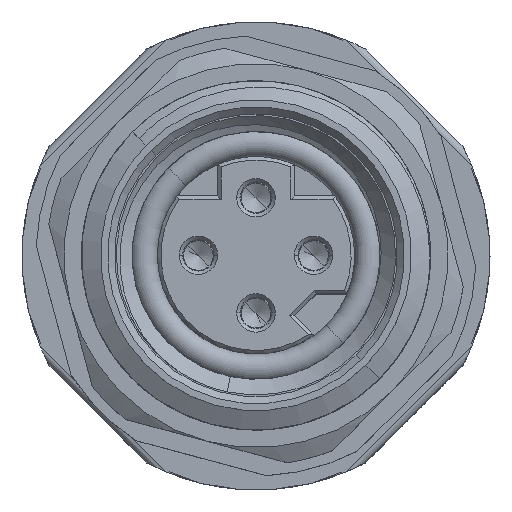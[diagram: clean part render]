
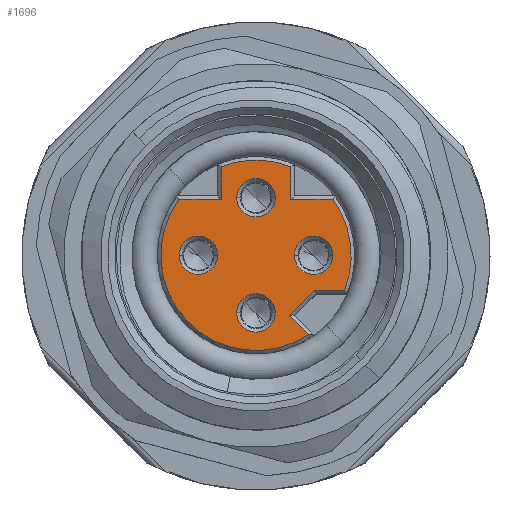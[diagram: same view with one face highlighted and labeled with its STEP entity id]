
A CAD part, top view. The second image highlights one B-rep face of the part: STEP entity #1696.
In plain terms, the highlighted planar face has unit normal (0, 0, 1).
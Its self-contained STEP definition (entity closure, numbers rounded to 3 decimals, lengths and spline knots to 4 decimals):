
#1=CARTESIAN_POINT('',(0.,-1.65,5.4));
#2=DIRECTION('',(0.,0.,-1.));
#3=DIRECTION('',(-1.,0.,0.));
#4=AXIS2_PLACEMENT_3D('',#1,#2,#3);
#6=CARTESIAN_POINT('',(0.,-1.65,5.4));
#7=DIRECTION('',(0.,0.,-1.));
#8=DIRECTION('',(1.,0.,0.));
#9=AXIS2_PLACEMENT_3D('',#6,#7,#8);
#11=CARTESIAN_POINT('',(1.65,0.,5.4));
#12=DIRECTION('',(0.,0.,-1.));
#13=DIRECTION('',(-1.,0.,0.));
#14=AXIS2_PLACEMENT_3D('',#11,#12,#13);
#16=CARTESIAN_POINT('',(1.65,0.,5.4));
#17=DIRECTION('',(0.,0.,-1.));
#18=DIRECTION('',(1.,0.,0.));
#19=AXIS2_PLACEMENT_3D('',#16,#17,#18);
#21=CARTESIAN_POINT('',(0.,1.65,5.4));
#22=DIRECTION('',(0.,0.,-1.));
#23=DIRECTION('',(-1.,0.,0.));
#24=AXIS2_PLACEMENT_3D('',#21,#22,#23);
#26=CARTESIAN_POINT('',(0.,1.65,5.4));
#27=DIRECTION('',(0.,0.,-1.));
#28=DIRECTION('',(1.,0.,0.));
#29=AXIS2_PLACEMENT_3D('',#26,#27,#28);
#31=CARTESIAN_POINT('',(-1.65,0.,5.4));
#32=DIRECTION('',(0.,0.,-1.));
#33=DIRECTION('',(-1.,0.,0.));
#34=AXIS2_PLACEMENT_3D('',#31,#32,#33);
#36=CARTESIAN_POINT('',(-1.65,0.,5.4));
#37=DIRECTION('',(0.,0.,-1.));
#38=DIRECTION('',(1.,0.,0.));
#39=AXIS2_PLACEMENT_3D('',#36,#37,#38);
#41=DIRECTION('',(0.707,0.707,0.));
#42=VECTOR('',#41,1.0213);
#43=CARTESIAN_POINT('',(0.9586,-1.7222,5.4));
#44=LINE('',#43,#42);
#45=DIRECTION('',(-0.707,0.707,0.));
#46=VECTOR('',#45,0.7754);
#47=CARTESIAN_POINT('',(1.5069,-2.2705,5.4));
#48=LINE('',#47,#46);
#49=DIRECTION('',(-1.,0.,0.));
#50=VECTOR('',#49,1.2058);
#51=CARTESIAN_POINT('',(-1.,1.6,5.4));
#52=LINE('',#51,#50);
#53=DIRECTION('',(0.,-1.,0.));
#54=VECTOR('',#53,0.9349);
#55=CARTESIAN_POINT('',(-1.,2.5349,5.4));
#56=LINE('',#55,#54);
#57=DIRECTION('',(0.,1.,0.));
#58=VECTOR('',#57,0.9349);
#59=CARTESIAN_POINT('',(1.,1.6,5.4));
#60=LINE('',#59,#58);
#61=DIRECTION('',(-1.,0.,0.));
#62=VECTOR('',#61,1.2058);
#63=CARTESIAN_POINT('',(2.2058,1.6,5.4));
#64=LINE('',#63,#62);
#65=DIRECTION('',(1.,0.,0.));
#66=VECTOR('',#65,0.8541);
#67=CARTESIAN_POINT('',(1.6807,-1.,5.4));
#68=LINE('',#67,#66);
#977=CARTESIAN_POINT('',(0.,0.,5.4));
#978=DIRECTION('',(0.,0.,1.));
#979=DIRECTION('',(0.93,-0.367,0.));
#980=AXIS2_PLACEMENT_3D('',#977,#978,#979);
#1012=CARTESIAN_POINT('',(0.,0.,5.4));
#1013=DIRECTION('',(0.,0.,1.));
#1014=DIRECTION('',(0.367,0.93,0.));
#1015=AXIS2_PLACEMENT_3D('',#1012,#1013,#1014);
#1052=CARTESIAN_POINT('',(0.,0.,5.4));
#1053=DIRECTION('',(0.,0.,1.));
#1054=DIRECTION('',(-0.809,0.587,0.));
#1055=AXIS2_PLACEMENT_3D('',#1052,#1053,#1054);
#1481=CARTESIAN_POINT('',(-0.55,-1.65,5.4));
#1482=CARTESIAN_POINT('',(0.55,-1.65,5.4));
#1483=VERTEX_POINT('',#1481);
#1484=VERTEX_POINT('',#1482);
#1489=CARTESIAN_POINT('',(1.1,0.,5.4));
#1490=CARTESIAN_POINT('',(2.2,0.,5.4));
#1491=VERTEX_POINT('',#1489);
#1492=VERTEX_POINT('',#1490);
#1497=CARTESIAN_POINT('',(-0.55,1.65,5.4));
#1498=CARTESIAN_POINT('',(0.55,1.65,5.4));
#1499=VERTEX_POINT('',#1497);
#1500=VERTEX_POINT('',#1498);
#1505=CARTESIAN_POINT('',(-2.2,0.,5.4));
#1506=CARTESIAN_POINT('',(-1.1,0.,5.4));
#1507=VERTEX_POINT('',#1505);
#1508=VERTEX_POINT('',#1506);
#1545=CARTESIAN_POINT('',(0.9586,-1.7222,5.4));
#1546=CARTESIAN_POINT('',(1.6807,-1.,5.4));
#1547=VERTEX_POINT('',#1545);
#1548=VERTEX_POINT('',#1546);
#1553=CARTESIAN_POINT('',(2.5349,-1.,5.4));
#1554=VERTEX_POINT('',#1553);
#1563=CARTESIAN_POINT('',(2.2058,1.6,5.4));
#1564=CARTESIAN_POINT('',(1.,1.6,5.4));
#1565=VERTEX_POINT('',#1563);
#1566=VERTEX_POINT('',#1564);
#1567=CARTESIAN_POINT('',(1.,2.5349,5.4));
#1568=VERTEX_POINT('',#1567);
#1575=CARTESIAN_POINT('',(-1.,2.5349,
5.4));
#1576=CARTESIAN_POINT('',(-1.,1.6,5.4));
#1577=VERTEX_POINT('',#1575);
#1578=VERTEX_POINT('',#1576);
#1579=CARTESIAN_POINT('',(-2.2058,1.6,5.4));
#1580=VERTEX_POINT('',#1579);
#1587=CARTESIAN_POINT('',(1.5069,-2.2705,5.4));
#1588=VERTEX_POINT('',#1587);
#1645=CARTESIAN_POINT('',(0.,0.,5.4));
#1646=DIRECTION('',(0.,0.,1.));
#1647=DIRECTION('',(1.,0.,0.));
#1648=AXIS2_PLACEMENT_3D('',#1645,#1646,#1647);
#1649=PLANE('',#1648);
#1651=ORIENTED_EDGE('',*,*,#1650,.F.);
#1653=ORIENTED_EDGE('',*,*,#1652,.F.);
#1655=ORIENTED_EDGE('',*,*,#1654,.F.);
#1657=ORIENTED_EDGE('',*,*,#1656,.F.);
#1659=ORIENTED_EDGE('',*,*,#1658,.F.);
#1661=ORIENTED_EDGE('',*,*,#1660,.F.);
#1663=ORIENTED_EDGE('',*,*,#1662,.F.);
#1665=ORIENTED_EDGE('',*,*,#1664,.F.);
#1667=ORIENTED_EDGE('',*,*,#1666,.F.);
#1669=ORIENTED_EDGE('',*,*,#1668,.F.);
#1670=EDGE_LOOP('',(#1651,#1653,#1655,#1657,#1659,#1661,#1663,#1665,#1667,
#1669));
#1671=FACE_OUTER_BOUND('',#1670,.F.);
#1673=ORIENTED_EDGE('',*,*,#1672,.F.);
#1675=ORIENTED_EDGE('',*,*,#1674,.F.);
#1676=EDGE_LOOP('',(#1673,#1675));
#1677=FACE_BOUND('',#1676,.F.);
#1679=ORIENTED_EDGE('',*,*,#1678,.F.);
#1681=ORIENTED_EDGE('',*,*,#1680,.F.);
#1682=EDGE_LOOP('',(#1679,#1681));
#1683=FACE_BOUND('',#1682,.F.);
#1685=ORIENTED_EDGE('',*,*,#1684,.F.);
#1687=ORIENTED_EDGE('',*,*,#1686,.F.);
#1688=EDGE_LOOP('',(#1685,#1687));
#1689=FACE_BOUND('',#1688,.F.);
#1691=ORIENTED_EDGE('',*,*,#1690,.F.);
#1693=ORIENTED_EDGE('',*,*,#1692,.F.);
#1694=EDGE_LOOP('',(#1691,#1693));
#1695=FACE_BOUND('',#1694,.F.);
#5=CIRCLE('',#4,0.55);
#10=CIRCLE('',#9,0.55);
#15=CIRCLE('',#14,0.55);
#20=CIRCLE('',#19,0.55);
#25=CIRCLE('',#24,0.55);
#30=CIRCLE('',#29,0.55);
#35=CIRCLE('',#34,0.55);
#40=CIRCLE('',#39,0.55);
#981=CIRCLE('',#980,2.725);
#1016=CIRCLE('',#1015,2.725);
#1056=CIRCLE('',#1055,2.725);
#1650=EDGE_CURVE('',#1547,#1548,#44,.T.);
#1652=EDGE_CURVE('',#1588,#1547,#48,.T.);
#1654=EDGE_CURVE('',#1580,#1588,#1056,.T.);
#1656=EDGE_CURVE('',#1578,#1580,#52,.T.);
#1658=EDGE_CURVE('',#1577,#1578,#56,.T.);
#1660=EDGE_CURVE('',#1568,#1577,#1016,.T.);
#1662=EDGE_CURVE('',#1566,#1568,#60,.T.);
#1664=EDGE_CURVE('',#1565,#1566,#64,.T.);
#1666=EDGE_CURVE('',#1554,#1565,#981,.T.);
#1668=EDGE_CURVE('',#1548,#1554,#68,.T.);
#1672=EDGE_CURVE('',#1491,#1492,#15,.T.);
#1674=EDGE_CURVE('',#1492,#1491,#20,.T.);
#1678=EDGE_CURVE('',#1499,#1500,#25,.T.);
#1680=EDGE_CURVE('',#1500,#1499,#30,.T.);
#1684=EDGE_CURVE('',#1507,#1508,#35,.T.);
#1686=EDGE_CURVE('',#1508,#1507,#40,.T.);
#1690=EDGE_CURVE('',#1483,#1484,#5,.T.);
#1692=EDGE_CURVE('',#1484,#1483,#10,.T.);
#1696=ADVANCED_FACE('',(#1671,#1677,#1683,#1689,#1695),#1649,.T.);
